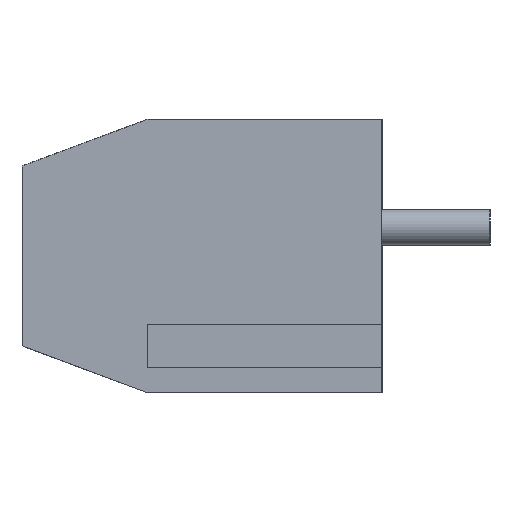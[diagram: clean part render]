
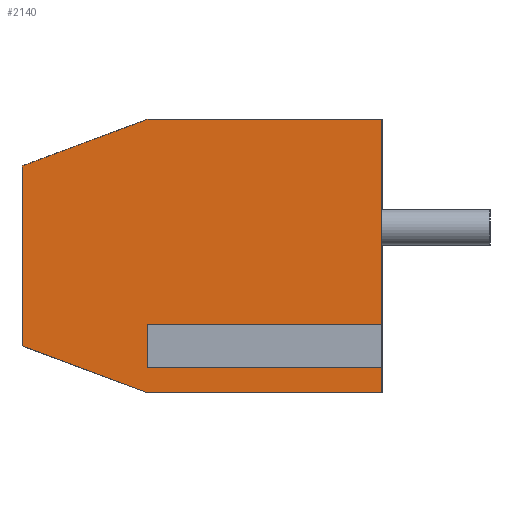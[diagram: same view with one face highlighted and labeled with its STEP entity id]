
A CAD part, left-side view. The second image highlights one B-rep face of the part: STEP entity #2140.
In plain terms, the highlighted planar face has unit normal (-1, 0, 0).
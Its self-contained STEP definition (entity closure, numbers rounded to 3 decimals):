
#110 = VECTOR ( 'NONE', #863, 1000. ) ;
#181 = EDGE_CURVE ( 'NONE', #4281, #3467, #3606, .T. ) ;
#329 = CARTESIAN_POINT ( 'NONE',  ( -5., 0., -2.882 ) ) ;
#347 = CARTESIAN_POINT ( 'NONE',  ( -5., 6.5, -2.882 ) ) ;
#441 = DIRECTION ( 'NONE',  ( 0., -0.937, 0.348 ) ) ;
#579 = VECTOR ( 'NONE', #4768, 1000. ) ;
#644 = DIRECTION ( 'NONE',  ( 0., 0., -1. ) ) ;
#652 = VERTEX_POINT ( 'NONE', #1586 ) ;
#685 = ORIENTED_EDGE ( 'NONE', *, *, #4686, .F. ) ;
#714 = DIRECTION ( 'NONE',  ( 0., -1., 0. ) ) ;
#733 = CARTESIAN_POINT ( 'NONE',  ( -5., 6.5, -2.882 ) ) ;
#746 = DIRECTION ( 'NONE',  ( 0., 0.937, 0.348 ) ) ;
#863 = DIRECTION ( 'NONE',  ( 0., 0., 1. ) ) ;
#888 = DIRECTION ( 'NONE',  ( 0., 0., 1. ) ) ;
#965 = VECTOR ( 'NONE', #441, 1000. ) ;
#970 = FACE_OUTER_BOUND ( 'NONE', #1401, .T. ) ;
#1028 = VECTOR ( 'NONE', #2433, 1000. ) ;
#1095 = ORIENTED_EDGE ( 'NONE', *, *, #2446, .F. ) ;
#1265 = LINE ( 'NONE', #2714, #1374 ) ;
#1361 = CARTESIAN_POINT ( 'NONE',  ( -5., 10., -2.5 ) ) ;
#1374 = VECTOR ( 'NONE', #1970, 1000. ) ;
#1375 = LINE ( 'NONE', #3228, #1855 ) ;
#1377 = DIRECTION ( 'NONE',  ( 1., 0., 0. ) ) ;
#1401 = EDGE_LOOP ( 'NONE', ( #4012, #3160, #4427, #3143, #685, #1095, #4104, #1754, #3246, #4084 ) ) ;
#1562 = CARTESIAN_POINT ( 'NONE',  ( -5., 10., 2.5 ) ) ;
#1586 = CARTESIAN_POINT ( 'NONE',  ( -5., 0., 3.8 ) ) ;
#1630 = EDGE_CURVE ( 'NONE', #3958, #4283, #2836, .T. ) ;
#1754 = ORIENTED_EDGE ( 'NONE', *, *, #4155, .F. ) ;
#1771 = CARTESIAN_POINT ( 'NONE',  ( -5., 6.5, -2.118 ) ) ;
#1812 = VECTOR ( 'NONE', #714, 1000. ) ;
#1824 = VERTEX_POINT ( 'NONE', #1562 ) ;
#1855 = VECTOR ( 'NONE', #644, 1000. ) ;
#1961 = VERTEX_POINT ( 'NONE', #2373 ) ;
#1970 = DIRECTION ( 'NONE',  ( 0., -1., 0. ) ) ;
#1981 = EDGE_CURVE ( 'NONE', #3898, #3958, #1265, .T. ) ;
#2130 = LINE ( 'NONE', #4295, #1028 ) ;
#2136 = EDGE_CURVE ( 'NONE', #3467, #652, #2130, .T. ) ;
#2140 = ADVANCED_FACE ( 'NONE', ( #970 ), #2838, .F. ) ;
#2373 = CARTESIAN_POINT ( 'NONE',  ( -5., 6.5, 3.8 ) ) ;
#2405 = VERTEX_POINT ( 'NONE', #733 ) ;
#2433 = DIRECTION ( 'NONE',  ( 0., 0., 1. ) ) ;
#2443 = CARTESIAN_POINT ( 'NONE',  ( -5., 0., -2.118 ) ) ;
#2446 = EDGE_CURVE ( 'NONE', #1824, #1961, #3862, .T. ) ;
#2489 = CARTESIAN_POINT ( 'NONE',  ( -5., 10., -3.8 ) ) ;
#2611 = LINE ( 'NONE', #3995, #579 ) ;
#2707 = LINE ( 'NONE', #4106, #4218 ) ;
#2714 = CARTESIAN_POINT ( 'NONE',  ( -5., 10., -3.8 ) ) ;
#2726 = CARTESIAN_POINT ( 'NONE',  ( -5., 0., -3.8 ) ) ;
#2751 = VECTOR ( 'NONE', #2898, 1000. ) ;
#2836 = LINE ( 'NONE', #2726, #110 ) ;
#2838 = PLANE ( 'NONE',  #3597 ) ;
#2855 = DIRECTION ( 'NONE',  ( 0., 0., -1. ) ) ;
#2898 = DIRECTION ( 'NONE',  ( 0., -1., 0. ) ) ;
#2940 = VERTEX_POINT ( 'NONE', #1361 ) ;
#2966 = CARTESIAN_POINT ( 'NONE',  ( -5., 6.5, -2.118 ) ) ;
#3042 = EDGE_CURVE ( 'NONE', #2405, #4283, #3503, .T. ) ;
#3105 = VECTOR ( 'NONE', #888, 1000. ) ;
#3143 = ORIENTED_EDGE ( 'NONE', *, *, #2136, .T. ) ;
#3160 = ORIENTED_EDGE ( 'NONE', *, *, #3505, .F. ) ;
#3228 = CARTESIAN_POINT ( 'NONE',  ( -5., 6.5, -2.882 ) ) ;
#3246 = ORIENTED_EDGE ( 'NONE', *, *, #1981, .T. ) ;
#3273 = LINE ( 'NONE', #4553, #3105 ) ;
#3313 = EDGE_CURVE ( 'NONE', #2940, #1824, #3273, .T. ) ;
#3467 = VERTEX_POINT ( 'NONE', #2443 ) ;
#3503 = LINE ( 'NONE', #347, #2751 ) ;
#3505 = EDGE_CURVE ( 'NONE', #4281, #2405, #1375, .T. ) ;
#3597 = AXIS2_PLACEMENT_3D ( 'NONE', #2489, #1377, #2855 ) ;
#3606 = LINE ( 'NONE', #1771, #1812 ) ;
#3862 = LINE ( 'NONE', #4117, #965 ) ;
#3898 = VERTEX_POINT ( 'NONE', #3939 ) ;
#3939 = CARTESIAN_POINT ( 'NONE',  ( -5., 6.5, -3.8 ) ) ;
#3958 = VERTEX_POINT ( 'NONE', #4352 ) ;
#3995 = CARTESIAN_POINT ( 'NONE',  ( -5., 10., 3.8 ) ) ;
#4012 = ORIENTED_EDGE ( 'NONE', *, *, #3042, .F. ) ;
#4084 = ORIENTED_EDGE ( 'NONE', *, *, #1630, .T. ) ;
#4104 = ORIENTED_EDGE ( 'NONE', *, *, #3313, .F. ) ;
#4106 = CARTESIAN_POINT ( 'NONE',  ( -5., 10., -2.5 ) ) ;
#4117 = CARTESIAN_POINT ( 'NONE',  ( -5., 6.5, 3.8 ) ) ;
#4155 = EDGE_CURVE ( 'NONE', #3898, #2940, #2707, .T. ) ;
#4218 = VECTOR ( 'NONE', #746, 1000. ) ;
#4281 = VERTEX_POINT ( 'NONE', #2966 ) ;
#4283 = VERTEX_POINT ( 'NONE', #329 ) ;
#4295 = CARTESIAN_POINT ( 'NONE',  ( -5., 0., -3.8 ) ) ;
#4352 = CARTESIAN_POINT ( 'NONE',  ( -5., 0., -3.8 ) ) ;
#4427 = ORIENTED_EDGE ( 'NONE', *, *, #181, .T. ) ;
#4553 = CARTESIAN_POINT ( 'NONE',  ( -5., 10., -3.8 ) ) ;
#4686 = EDGE_CURVE ( 'NONE', #1961, #652, #2611, .T. ) ;
#4768 = DIRECTION ( 'NONE',  ( 0., -1., 0. ) ) ;
